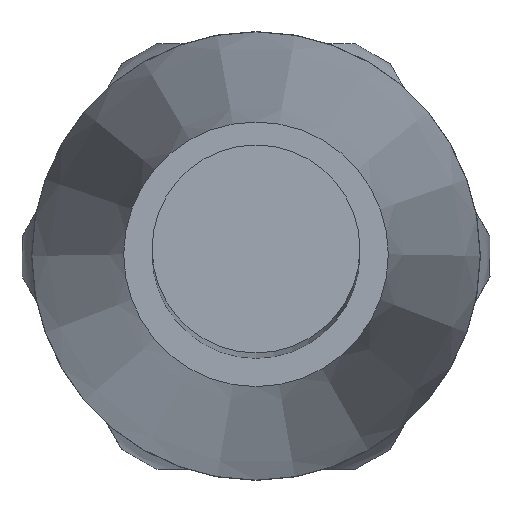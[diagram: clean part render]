
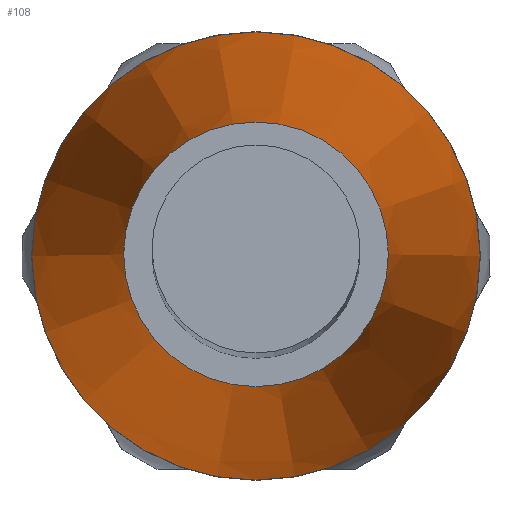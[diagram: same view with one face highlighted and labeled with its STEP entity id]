
A CAD part, top view. The second image highlights one B-rep face of the part: STEP entity #108.
In plain terms, the highlighted conical face has half-angle 5.506 degrees and reference radius 4.743 mm.
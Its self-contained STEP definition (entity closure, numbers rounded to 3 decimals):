
#55=CONICAL_SURFACE('',#573,4.743,5.506);
#108=ADVANCED_FACE('',(#185,#186),#55,.T.);
#185=FACE_BOUND('',#261,.T.);
#186=FACE_BOUND('',#262,.T.);
#261=EDGE_LOOP('',(#341));
#262=EDGE_LOOP('',(#342));
#341=ORIENTED_EDGE('',*,*,#433,.T.);
#342=ORIENTED_EDGE('',*,*,#434,.F.);
#393=VERTEX_POINT('',#1234);
#394=VERTEX_POINT('',#1237);
#433=EDGE_CURVE('',#393,#393,#476,.T.);
#434=EDGE_CURVE('',#394,#394,#477,.T.);
#476=CIRCLE('',#570,2.8);
#477=CIRCLE('',#572,4.743);
#570=AXIS2_PLACEMENT_3D('',#1233,#705,#706);
#572=AXIS2_PLACEMENT_3D('',#1236,#709,#710);
#573=AXIS2_PLACEMENT_3D('',#1238,#711,#712);
#705=DIRECTION('',(0.,0.,-1.));
#706=DIRECTION('',(-1.,0.,0.));
#709=DIRECTION('',(0.,0.,-1.));
#710=DIRECTION('',(-1.,0.,0.));
#711=DIRECTION('',(0.,0.,-1.));
#712=DIRECTION('',(-1.,0.,0.));
#1233=CARTESIAN_POINT('',(50.,50.,10.));
#1234=CARTESIAN_POINT('',(47.2,50.,10.));
#1236=CARTESIAN_POINT('',(50.,50.,-10.156));
#1237=CARTESIAN_POINT('',(45.257,50.,-10.156));
#1238=CARTESIAN_POINT('',(50.,50.,-10.156));
